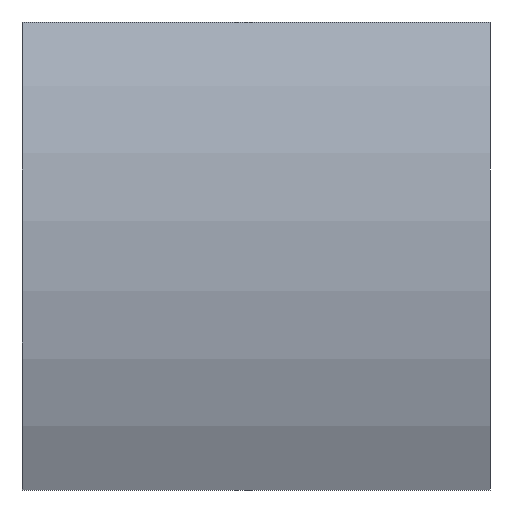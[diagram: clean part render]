
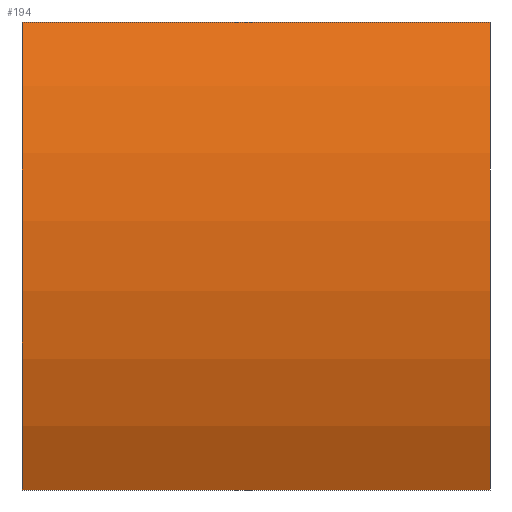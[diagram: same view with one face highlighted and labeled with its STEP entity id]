
A CAD part, left-side view. The second image highlights one B-rep face of the part: STEP entity #194.
In plain terms, the highlighted cylindrical face has radius 11.45 mm (diameter 22.9 mm), a partial arc.
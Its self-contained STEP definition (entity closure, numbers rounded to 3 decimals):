
#1 = ORIENTED_EDGE ( 'NONE', *, *, #120, .T. ) ;
#10 = CARTESIAN_POINT ( 'NONE',  ( 4.355, 10., 0. ) ) ;
#21 = EDGE_CURVE ( 'NONE', #176, #122, #146, .T. ) ;
#23 = CIRCLE ( 'NONE', #119, 11.45 ) ;
#26 = CYLINDRICAL_SURFACE ( 'NONE', #80, 11.45 ) ;
#27 = DIRECTION ( 'NONE',  ( 0., -1., 0. ) ) ;
#35 = CARTESIAN_POINT ( 'NONE',  ( -5.945, 10., 5. ) ) ;
#36 = ORIENTED_EDGE ( 'NONE', *, *, #150, .F. ) ;
#46 = DIRECTION ( 'NONE',  ( 0., -1., 0. ) ) ;
#51 = DIRECTION ( 'NONE',  ( 0., -1., 0. ) ) ;
#55 = ORIENTED_EDGE ( 'NONE', *, *, #124, .T. ) ;
#62 = VERTEX_POINT ( 'NONE', #127 ) ;
#66 = DIRECTION ( 'NONE',  ( 0., 0., 1. ) ) ;
#80 = AXIS2_PLACEMENT_3D ( 'NONE', #142, #27, #184 ) ;
#84 = CARTESIAN_POINT ( 'NONE',  ( 4.355, 0., 0. ) ) ;
#94 = VERTEX_POINT ( 'NONE', #98 ) ;
#98 = CARTESIAN_POINT ( 'NONE',  ( -5.945, 0., -5. ) ) ;
#110 = LINE ( 'NONE', #186, #149 ) ;
#111 = DIRECTION ( 'NONE',  ( 0., 1., 0. ) ) ;
#118 = FACE_OUTER_BOUND ( 'NONE', #136, .T. ) ;
#119 = AXIS2_PLACEMENT_3D ( 'NONE', #10, #111, #200 ) ;
#120 = EDGE_CURVE ( 'NONE', #94, #122, #147, .T. ) ;
#122 = VERTEX_POINT ( 'NONE', #201 ) ;
#124 = EDGE_CURVE ( 'NONE', #62, #94, #110, .T. ) ;
#125 = CARTESIAN_POINT ( 'NONE',  ( -5.945, 10., 5. ) ) ;
#127 = CARTESIAN_POINT ( 'NONE',  ( -5.945, 10., -5. ) ) ;
#136 = EDGE_LOOP ( 'NONE', ( #1, #178, #36, #55 ) ) ;
#142 = CARTESIAN_POINT ( 'NONE',  ( 4.355, 10., 0. ) ) ;
#146 = LINE ( 'NONE', #35, #182 ) ;
#147 = CIRCLE ( 'NONE', #197, 11.45 ) ;
#149 = VECTOR ( 'NONE', #46, 1000. ) ;
#150 = EDGE_CURVE ( 'NONE', #62, #176, #23, .T. ) ;
#171 = DIRECTION ( 'NONE',  ( 0., 1., 0. ) ) ;
#176 = VERTEX_POINT ( 'NONE', #125 ) ;
#178 = ORIENTED_EDGE ( 'NONE', *, *, #21, .F. ) ;
#182 = VECTOR ( 'NONE', #51, 1000. ) ;
#184 = DIRECTION ( 'NONE',  ( 0., 0., -1. ) ) ;
#186 = CARTESIAN_POINT ( 'NONE',  ( -5.945, 10., -5. ) ) ;
#194 = ADVANCED_FACE ( 'NONE', ( #118 ), #26, .T. ) ;
#197 = AXIS2_PLACEMENT_3D ( 'NONE', #84, #171, #66 ) ;
#200 = DIRECTION ( 'NONE',  ( 0., 0., 1. ) ) ;
#201 = CARTESIAN_POINT ( 'NONE',  ( -5.945, 0., 5. ) ) ;
